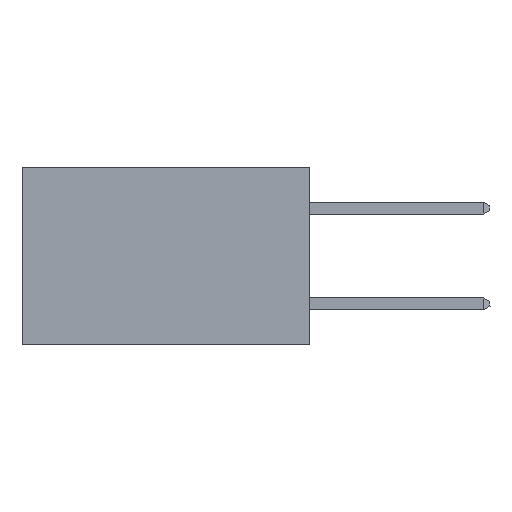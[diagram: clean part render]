
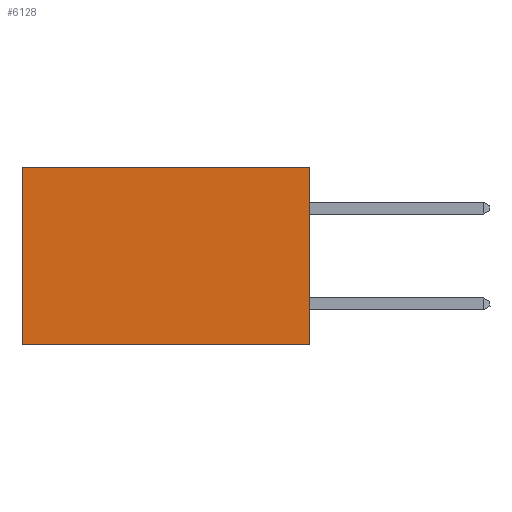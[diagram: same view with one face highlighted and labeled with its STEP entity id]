
A CAD part, left-side view. The second image highlights one B-rep face of the part: STEP entity #6128.
In plain terms, the highlighted planar face has unit normal (-1, 0, 0).
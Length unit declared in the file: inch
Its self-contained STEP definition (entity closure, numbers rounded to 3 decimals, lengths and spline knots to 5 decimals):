
#162 = ORIENTED_EDGE ( 'NONE', *, *, #7823, .T. ) ;
#799 = VERTEX_POINT ( 'NONE', #7773 ) ;
#855 = DIRECTION ( 'NONE',  ( 0., 0., -1. ) ) ;
#1047 = AXIS2_PLACEMENT_3D ( 'NONE', #1530, #7633, #6888 ) ;
#1106 = DIRECTION ( 'NONE',  ( 0., 1., 0. ) ) ;
#1239 = EDGE_CURVE ( 'NONE', #799, #6829, #1552, .T. ) ;
#1530 = CARTESIAN_POINT ( 'NONE',  ( 0.2875, 0., 0. ) ) ;
#1551 = CARTESIAN_POINT ( 'NONE',  ( 0.2875, 0.6, 0. ) ) ;
#1552 = LINE ( 'NONE', #7669, #8731 ) ;
#2216 = ORIENTED_EDGE ( 'NONE', *, *, #1239, .F. ) ;
#2367 = VECTOR ( 'NONE', #855, 39.37008 ) ;
#2718 = VERTEX_POINT ( 'NONE', #4311 ) ;
#2990 = CARTESIAN_POINT ( 'NONE',  ( 0.2875, 0., 0. ) ) ;
#3135 = LINE ( 'NONE', #2990, #4086 ) ;
#3853 = ORIENTED_EDGE ( 'NONE', *, *, #9183, .T. ) ;
#4086 = VECTOR ( 'NONE', #5280, 39.37008 ) ;
#4311 = CARTESIAN_POINT ( 'NONE',  ( 0.2875, 0.6, -0.37 ) ) ;
#4393 = CARTESIAN_POINT ( 'NONE',  ( 0.2875, 0.6, 0. ) ) ;
#5280 = DIRECTION ( 'NONE',  ( 0., 1., 0. ) ) ;
#5329 = PLANE ( 'NONE',  #1047 ) ;
#6128 = ADVANCED_FACE ( 'NONE', ( #9936 ), #5329, .F. ) ;
#6537 = VECTOR ( 'NONE', #1106, 39.37008 ) ;
#6640 = LINE ( 'NONE', #4393, #2367 ) ;
#6829 = VERTEX_POINT ( 'NONE', #7604 ) ;
#6888 = DIRECTION ( 'NONE',  ( 0., 0., -1. ) ) ;
#6915 = ORIENTED_EDGE ( 'NONE', *, *, #7597, .F. ) ;
#7319 = EDGE_LOOP ( 'NONE', ( #162, #6915, #2216, #3853 ) ) ;
#7597 = EDGE_CURVE ( 'NONE', #6829, #2718, #7859, .T. ) ;
#7604 = CARTESIAN_POINT ( 'NONE',  ( 0.2875, 0., -0.37 ) ) ;
#7633 = DIRECTION ( 'NONE',  ( 1., 0., 0. ) ) ;
#7669 = CARTESIAN_POINT ( 'NONE',  ( 0.2875, 0., 0. ) ) ;
#7773 = CARTESIAN_POINT ( 'NONE',  ( 0.2875, 0., 0. ) ) ;
#7823 = EDGE_CURVE ( 'NONE', #9875, #2718, #6640, .T. ) ;
#7859 = LINE ( 'NONE', #9546, #6537 ) ;
#8580 = DIRECTION ( 'NONE',  ( 0., 0., -1. ) ) ;
#8731 = VECTOR ( 'NONE', #8580, 39.37008 ) ;
#9183 = EDGE_CURVE ( 'NONE', #799, #9875, #3135, .T. ) ;
#9546 = CARTESIAN_POINT ( 'NONE',  ( 0.2875, 0., -0.37 ) ) ;
#9875 = VERTEX_POINT ( 'NONE', #1551 ) ;
#9936 = FACE_OUTER_BOUND ( 'NONE', #7319, .T. ) ;
